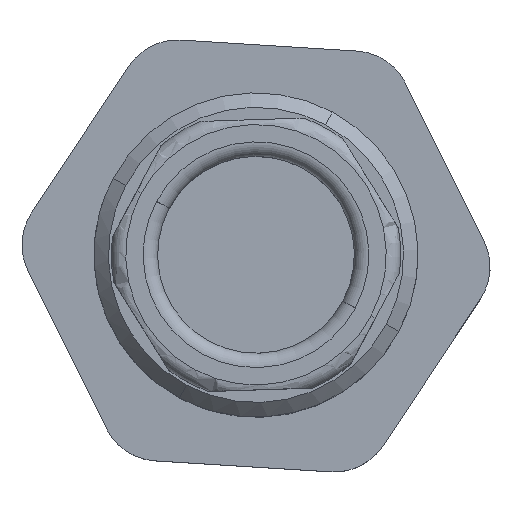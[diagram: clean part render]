
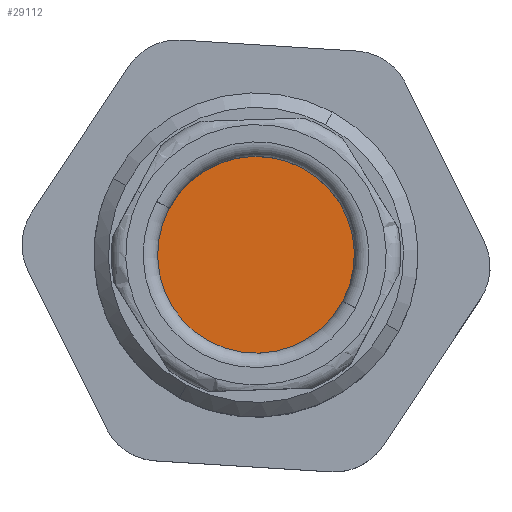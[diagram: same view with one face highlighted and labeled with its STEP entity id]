
A CAD part, top view. The second image highlights one B-rep face of the part: STEP entity #29112.
In plain terms, the highlighted planar face has unit normal (0, 0, 1).
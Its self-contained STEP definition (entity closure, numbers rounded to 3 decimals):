
#29076=AXIS2_PLACEMENT_3D('Circle Axis2P3D',#29074,#29075,$) ;
#29093=AXIS2_PLACEMENT_3D('Circle Axis2P3D',#29091,#29092,$) ;
#29106=AXIS2_PLACEMENT_3D('Plane Axis2P3D',#29103,#29104,#29105) ;
#29064=CARTESIAN_POINT('Vertex',(6.739,14.069,44.5)) ;
#29071=CARTESIAN_POINT('Vertex',(17.527,8.309,44.5)) ;
#29074=CARTESIAN_POINT('Axis2P3D Location',(12.133,11.189,44.5)) ;
#29091=CARTESIAN_POINT('Axis2P3D Location',(12.133,11.189,44.5)) ;
#29103=CARTESIAN_POINT('Axis2P3D Location',(12.133,11.189,44.5)) ;
#29075=DIRECTION('Axis2P3D Direction',(0.,0.,-1.)) ;
#29092=DIRECTION('Axis2P3D Direction',(0.,0.,-1.)) ;
#29104=DIRECTION('Axis2P3D Direction',(0.,0.,-1.)) ;
#29105=DIRECTION('Axis2P3D XDirection',(-0.989,0.149,0.)) ;
#29109=ORIENTED_EDGE('',*,*,#29095,.T.) ;
#29110=ORIENTED_EDGE('',*,*,#29078,.T.) ;
#29112=ADVANCED_FACE('Hauptkoerper',(#29111),#29107,.F.) ;
#29077=CIRCLE('generated circle',#29076,6.115) ;
#29094=CIRCLE('generated circle',#29093,6.115) ;
#29078=EDGE_CURVE('',#29065,#29072,#29077,.F.) ;
#29095=EDGE_CURVE('',#29072,#29065,#29094,.F.) ;
#29108=EDGE_LOOP('',(#29109,#29110)) ;
#29111=FACE_OUTER_BOUND('',#29108,.T.) ;
#29107=PLANE('',#29106) ;
#29065=VERTEX_POINT('',#29064) ;
#29072=VERTEX_POINT('',#29071) ;
